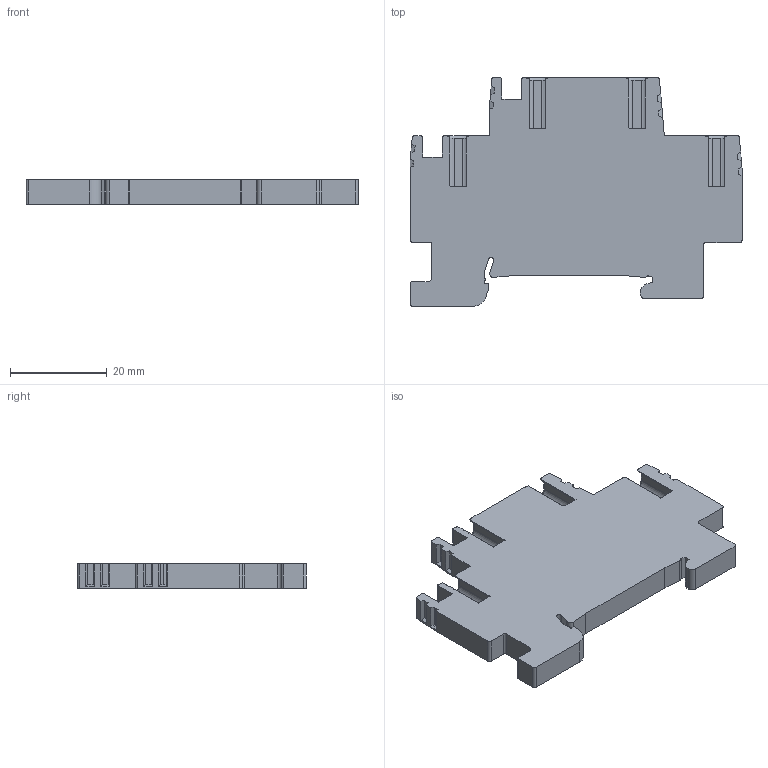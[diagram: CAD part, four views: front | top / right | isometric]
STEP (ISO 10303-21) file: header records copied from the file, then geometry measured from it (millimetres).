
FILE_DESCRIPTION((''),'2;1');
FILE_NAME('PRKD2-5_ISO','2019-09-20T',('Christian Carl'),(''),'CREO PARAMETRIC BY PTC INC, 2016380','CREO PARAMETRIC BY PTC INC, 2016380','');
FILE_SCHEMA(('CONFIG_CONTROL_DESIGN'));
Length unit declared in the file: millimetre
Products named in the file (1): PRKD2-5_ISO
Bounding box: 68.65 x 47.2 x 5.1 mm (x, y, z)
Volume: 10495.3 mm3; surface area: 7778.6 mm2
Topology: 1 solids, 1 shells, 339 faces, 949 edges, 622 vertices
Faces by surface type: plane 233, cylinder 89, cone 16, bspline 1
Entity records: 10940 total; most frequent: CARTESIAN_POINT 2033, ORIENTED_EDGE 1898, DIRECTION 1798, EDGE_CURVE 949, VECTOR 740, LINE 740, VERTEX_POINT 622, AXIS2_PLACEMENT_3D 529
